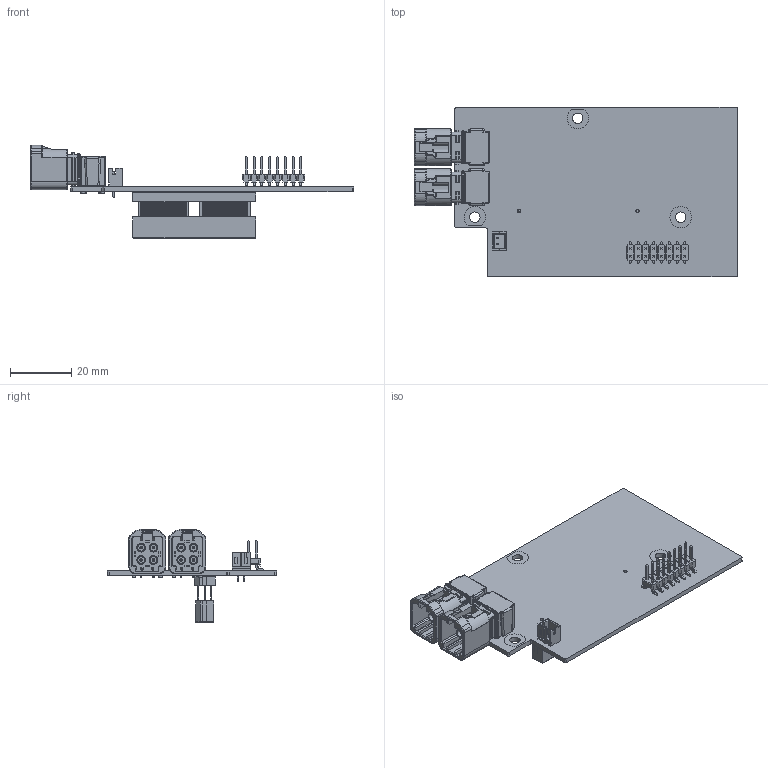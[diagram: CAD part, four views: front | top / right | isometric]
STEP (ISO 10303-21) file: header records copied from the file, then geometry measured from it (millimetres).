
FILE_DESCRIPTION(/* description */ ('STEP AP214','CAx-IF Rec.Pracs.---Representation and Presentation of Product Manufacturing Information (PMI)---4.0---2014-10-13'),/* implementation_level */ '2;1');
FILE_NAME(/* name */ '[ZEDLink] ZEDLink Quad Rev1.1 v2.step',/* time_stamp */ '2024-12-12T14:54:57+01:00',/* author */ (''),/* organization */ (''),/* preprocessor_version */ 'ST-DEVELOPER v20',/* originating_system */ 'Autodesk Translation Framework v13.20.0.188',/* authorisation */ '');
FILE_SCHEMA (('AP242_MANAGED_MODEL_BASED_3D_ENGINEERING_MIM_LF { 1 0 10303 442 1 1 4 }'));
Products named in the file (6): SL ZED LINK QUAD V1.1_STP_20231227_1030; zedlink quad v1.0202308281740; QTH-060-01-L-D-A_QTH-060-04-H-D-A-K-TR; CON_EDGE_FAKRA_004_TH_RA_M_120X243_GNDPADS_B_410AF04NFTB2T1CZ; M20-8760842P_M20-8760842P; B2B-PH-K-S
Assembly tree (6 placements, depth 2):
  SL ZED LINK QUAD V1.1_STP_20231227_1030
    zedlink quad v1.0202308281740
    QTH-060-01-L-D-A_QTH-060-04-H-D-A-K-TR
    CON_EDGE_FAKRA_004_TH_RA_M_120X243_GNDPADS_B_410AF04NFTB2T1CZ  x2
    M20-8760842P_M20-8760842P
    B2B-PH-K-S
Bounding box: 105.15 x 55 x 30.31 mm (x, y, z)
Volume: 13645.5 mm3; surface area: 22806.8 mm2
Topology: 30 solids, 31 shells, 5177 faces, 14378 edges, 9332 vertices
Faces by surface type: plane 4195, cylinder 630, torus 158, bspline 100, cone 52, sphere 42
Full cylindrical faces by diameter (mm): 0.8 x8, 0.889 x2, 1.09 x2, 1.2 x8, 1.4 x1, 1.6 x8, 2.2 x8, 2.8 x8, 3.4 x3, 7 x2
Entity records: 161043 total; most frequent: CARTESIAN_POINT 38245, ORIENTED_EDGE 25646, DIRECTION 22755, EDGE_CURVE 12824, LINE 11657, VECTOR 11657, VERTEX_POINT 8385, AXIS2_PLACEMENT_3D 5549
